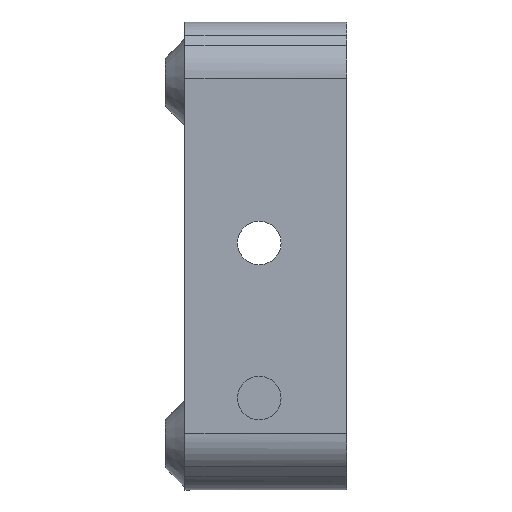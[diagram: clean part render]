
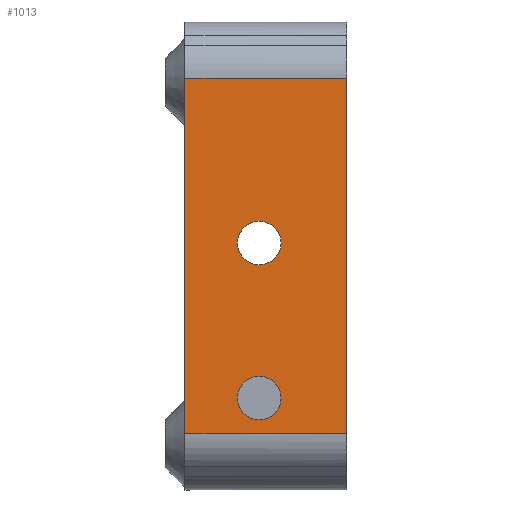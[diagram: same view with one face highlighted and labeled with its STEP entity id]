
A CAD part, front view. The second image highlights one B-rep face of the part: STEP entity #1013.
In plain terms, the highlighted planar face has unit normal (0, -1, 0).
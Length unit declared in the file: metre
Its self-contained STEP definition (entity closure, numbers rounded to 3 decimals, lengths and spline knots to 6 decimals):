
#30=CIRCLE('',#1053,0.00235);
#33=CIRCLE('',#1058,0.00235);
#283=ORIENTED_EDGE('',*,*,#428,.F.);
#284=ORIENTED_EDGE('',*,*,#491,.T.);
#285=ORIENTED_EDGE('',*,*,#445,.T.);
#286=ORIENTED_EDGE('',*,*,#494,.T.);
#287=ORIENTED_EDGE('',*,*,#443,.T.);
#288=ORIENTED_EDGE('',*,*,#431,.F.);
#428=EDGE_CURVE('',#559,#559,#30,.T.);
#431=EDGE_CURVE('',#562,#562,#33,.T.);
#443=EDGE_CURVE('',#572,#574,#645,.T.);
#445=EDGE_CURVE('',#577,#575,#646,.T.);
#491=EDGE_CURVE('',#574,#577,#678,.T.);
#494=EDGE_CURVE('',#575,#572,#681,.T.);
#559=VERTEX_POINT('',#1608);
#562=VERTEX_POINT('',#1616);
#572=VERTEX_POINT('',#1674);
#574=VERTEX_POINT('',#1681);
#575=VERTEX_POINT('',#1695);
#577=VERTEX_POINT('',#1698);
#645=LINE('',#1682,#726);
#646=LINE('',#1697,#727);
#678=LINE('',#1785,#759);
#681=LINE('',#1789,#762);
#726=VECTOR('',#1187,1.);
#727=VECTOR('',#1188,1.);
#759=VECTOR('',#1282,1.);
#762=VECTOR('',#1287,1.);
#819=EDGE_LOOP('',(#283));
#820=EDGE_LOOP('',(#284,#285,#286,#287));
#821=EDGE_LOOP('',(#288));
#908=FACE_BOUND('',#819,.T.);
#909=FACE_BOUND('',#820,.T.);
#910=FACE_BOUND('',#821,.T.);
#963=PLANE('',#1090);
#1013=ADVANCED_FACE('',(#908,#909,#910),#963,.T.);
#1053=AXIS2_PLACEMENT_3D('',#1607,#1170,#1171);
#1058=AXIS2_PLACEMENT_3D('',#1615,#1180,#1181);
#1090=AXIS2_PLACEMENT_3D('',#1788,#1285,#1286);
#1170=DIRECTION('',(0.,-1.,0.));
#1171=DIRECTION('',(0.,0.,-1.));
#1180=DIRECTION('',(0.,-1.,0.));
#1181=DIRECTION('',(0.,0.,-1.));
#1187=DIRECTION('',(1.,0.,0.));
#1188=DIRECTION('',(-1.,0.,0.));
#1282=DIRECTION('',(0.,0.,1.));
#1285=DIRECTION('',(0.,-1.,0.));
#1286=DIRECTION('',(1.,0.,0.));
#1287=DIRECTION('',(0.,0.,-1.));
#1607=CARTESIAN_POINT('',(0.095495,0.010539,0.158972));
#1608=CARTESIAN_POINT('',(0.095495,0.010539,0.156622));
#1615=CARTESIAN_POINT('',(0.095495,0.010539,0.142272));
#1616=CARTESIAN_POINT('',(0.095495,0.010539,0.139922));
#1674=CARTESIAN_POINT('',(0.087495,0.010539,0.138443));
#1681=CARTESIAN_POINT('',(0.104905,0.010539,0.138443));
#1682=CARTESIAN_POINT('',(0.0962,0.010539,0.138443));
#1695=CARTESIAN_POINT('',(0.087495,0.010539,0.176701));
#1697=CARTESIAN_POINT('',(0.0962,0.010539,0.176701));
#1698=CARTESIAN_POINT('',(0.104905,0.010539,0.176701));
#1785=CARTESIAN_POINT('',(0.104905,0.010539,0.160272));
#1788=CARTESIAN_POINT('',(0.086495,0.010539,0.160272));
#1789=CARTESIAN_POINT('',(0.087495,0.010539,0.160272));
